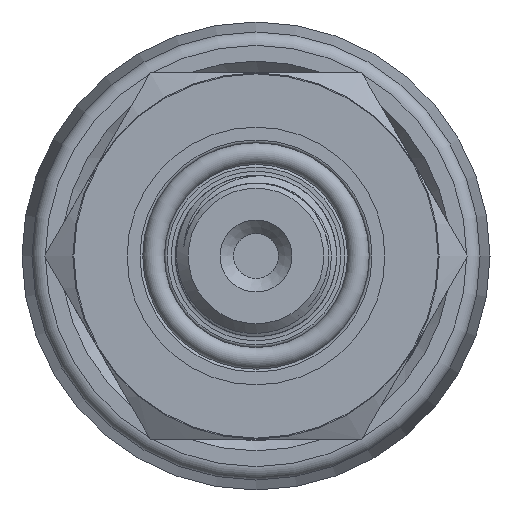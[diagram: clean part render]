
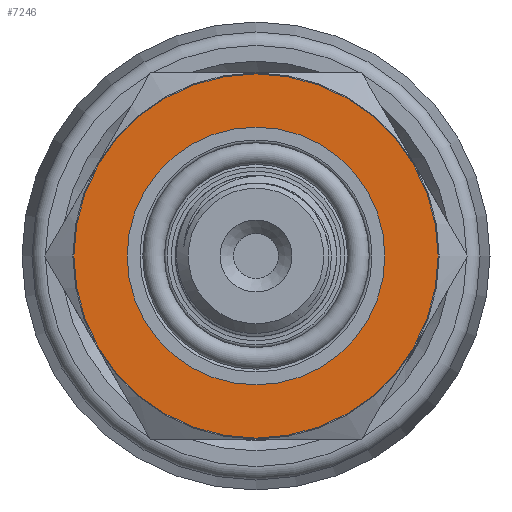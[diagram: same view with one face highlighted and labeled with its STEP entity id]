
A CAD part, left-side view. The second image highlights one B-rep face of the part: STEP entity #7246.
In plain terms, the highlighted planar face has unit normal (-1, 0, 0).
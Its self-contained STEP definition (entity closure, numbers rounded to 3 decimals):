
#117=PLANE('',#7568);
#414=FACE_BOUND('',#1217,.T.);
#791=FACE_OUTER_BOUND('',#1216,.T.);
#1216=EDGE_LOOP('',(#6488));
#1217=EDGE_LOOP('',(#6489));
#1388=CIRCLE('',#7569,13.425);
#1389=CIRCLE('',#7570,9.5);
#3408=VERTEX_POINT('',#27001);
#3409=VERTEX_POINT('',#27003);
#4470=EDGE_CURVE('',#3408,#3408,#1388,.T.);
#4471=EDGE_CURVE('',#3409,#3409,#1389,.T.);
#6488=ORIENTED_EDGE('',*,*,#4470,.F.);
#6489=ORIENTED_EDGE('',*,*,#4471,.T.);
#7246=ADVANCED_FACE('',(#791,#414),#117,.F.);
#7568=AXIS2_PLACEMENT_3D('',#27000,#8495,#8496);
#7569=AXIS2_PLACEMENT_3D('',#27002,#8497,#8498);
#7570=AXIS2_PLACEMENT_3D('',#27004,#8499,#8500);
#8495=DIRECTION('center_axis',(1.,0.,0.));
#8496=DIRECTION('ref_axis',(0.,0.,-1.));
#8497=DIRECTION('center_axis',(1.,0.,0.));
#8498=DIRECTION('ref_axis',(0.,1.,0.));
#8499=DIRECTION('center_axis',(1.,0.,0.));
#8500=DIRECTION('ref_axis',(0.,0.,-1.));
#27000=CARTESIAN_POINT('Origin',(-48.,9.5,0.));
#27001=CARTESIAN_POINT('',(-48.,-13.425,0.));
#27002=CARTESIAN_POINT('Origin',(-48.,0.,0.));
#27003=CARTESIAN_POINT('',(-48.,-9.5,0.));
#27004=CARTESIAN_POINT('Origin',(-48.,0.,0.));
